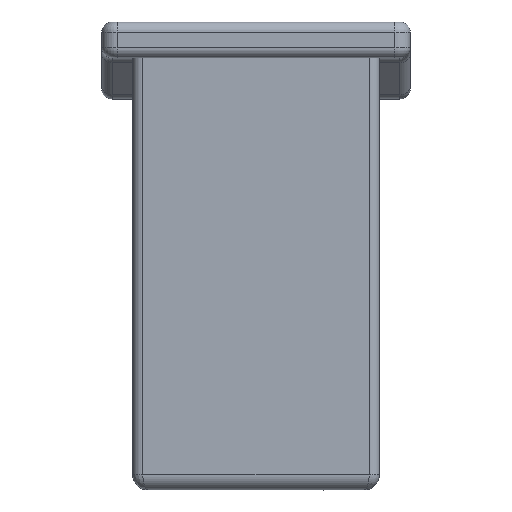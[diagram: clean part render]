
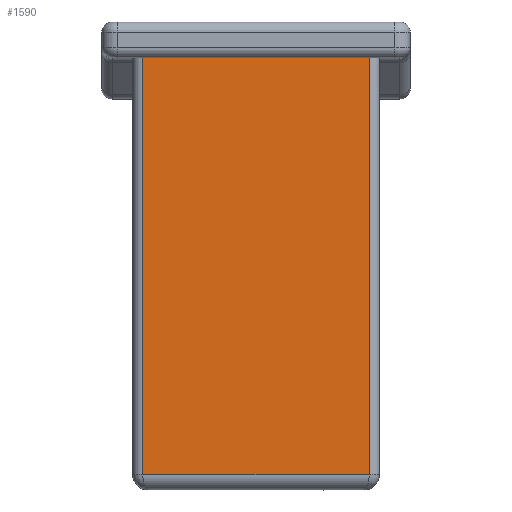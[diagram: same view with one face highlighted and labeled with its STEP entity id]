
A CAD part, front view. The second image highlights one B-rep face of the part: STEP entity #1590.
In plain terms, the highlighted planar face has unit normal (0, -1, 0).
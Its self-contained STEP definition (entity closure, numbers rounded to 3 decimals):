
#18 = CARTESIAN_POINT ( 'NONE',  ( 2.2, -3.38, -0.7 ) ) ;
#128 = VECTOR ( 'NONE', #6740, 1000. ) ;
#147 = VERTEX_POINT ( 'NONE', #1408 ) ;
#512 = VERTEX_POINT ( 'NONE', #2458 ) ;
#537 = LINE ( 'NONE', #3032, #1229 ) ;
#585 = LINE ( 'NONE', #3071, #1885 ) ;
#645 = DIRECTION ( 'NONE',  ( 0., -1., 0. ) ) ;
#849 = ORIENTED_EDGE ( 'NONE', *, *, #7887, .T. ) ;
#870 = EDGE_CURVE ( 'NONE', #147, #6749, #3655, .T. ) ;
#1216 = CARTESIAN_POINT ( 'NONE',  ( 0., -3.38, -8.7 ) ) ;
#1229 = VECTOR ( 'NONE', #5683, 1000. ) ;
#1408 = CARTESIAN_POINT ( 'NONE',  ( -2.2, -3.38, -8.8 ) ) ;
#1590 = ADVANCED_FACE ( 'NONE', ( #2536 ), #6802, .T. ) ;
#1885 = VECTOR ( 'NONE', #5561, 1000. ) ;
#1962 = AXIS2_PLACEMENT_3D ( 'NONE', #1216, #645, #6189 ) ;
#2458 = CARTESIAN_POINT ( 'NONE',  ( 2.2, -3.38, -8.8 ) ) ;
#2536 = FACE_OUTER_BOUND ( 'NONE', #4398, .T. ) ;
#2970 = VERTEX_POINT ( 'NONE', #18 ) ;
#3032 = CARTESIAN_POINT ( 'NONE',  ( 2.2, -3.38, -8.7 ) ) ;
#3071 = CARTESIAN_POINT ( 'NONE',  ( 0., -3.38, -8.8 ) ) ;
#3336 = EDGE_CURVE ( 'NONE', #2970, #6749, #4946, .T. ) ;
#3374 = ORIENTED_EDGE ( 'NONE', *, *, #3336, .T. ) ;
#3655 = LINE ( 'NONE', #8005, #6622 ) ;
#4398 = EDGE_LOOP ( 'NONE', ( #4941, #849, #7079, #3374 ) ) ;
#4941 = ORIENTED_EDGE ( 'NONE', *, *, #870, .F. ) ;
#4946 = LINE ( 'NONE', #7423, #128 ) ;
#5561 = DIRECTION ( 'NONE',  ( 1., 0., 0. ) ) ;
#5577 = DIRECTION ( 'NONE',  ( 0., 0., 1. ) ) ;
#5683 = DIRECTION ( 'NONE',  ( 0., 0., 1. ) ) ;
#6189 = DIRECTION ( 'NONE',  ( 0., 0., -1. ) ) ;
#6622 = VECTOR ( 'NONE', #5577, 1000. ) ;
#6740 = DIRECTION ( 'NONE',  ( -1., 0., 0. ) ) ;
#6749 = VERTEX_POINT ( 'NONE', #6776 ) ;
#6776 = CARTESIAN_POINT ( 'NONE',  ( -2.2, -3.38, -0.7 ) ) ;
#6802 = PLANE ( 'NONE',  #1962 ) ;
#7079 = ORIENTED_EDGE ( 'NONE', *, *, #7858, .T. ) ;
#7423 = CARTESIAN_POINT ( 'NONE',  ( 2.4, -3.38, -0.7 ) ) ;
#7858 = EDGE_CURVE ( 'NONE', #512, #2970, #537, .T. ) ;
#7887 = EDGE_CURVE ( 'NONE', #147, #512, #585, .T. ) ;
#8005 = CARTESIAN_POINT ( 'NONE',  ( -2.2, -3.38, -8.7 ) ) ;
